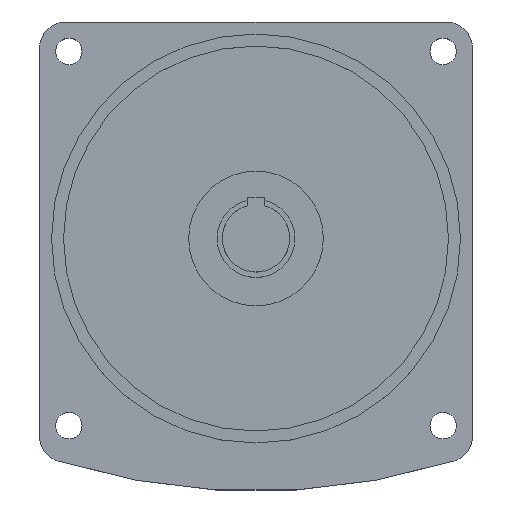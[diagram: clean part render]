
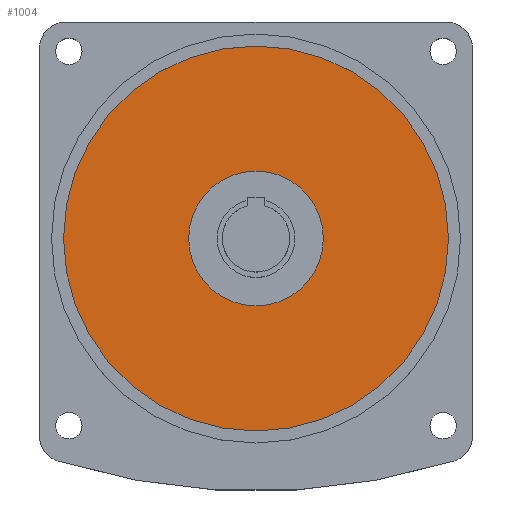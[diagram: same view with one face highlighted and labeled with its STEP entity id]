
A CAD part, top view. The second image highlights one B-rep face of the part: STEP entity #1004.
In plain terms, the highlighted planar face has unit normal (0, 0, 1).
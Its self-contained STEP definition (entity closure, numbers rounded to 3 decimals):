
#52 = CARTESIAN_POINT ( 'NONE',  ( 0., 0., 0. ) ) ;
#215 = ORIENTED_EDGE ( 'NONE', *, *, #2746, .F. ) ;
#226 = VERTEX_POINT ( 'NONE', #4403 ) ;
#319 = DIRECTION ( 'NONE',  ( 0., 0., 1. ) ) ;
#348 = AXIS2_PLACEMENT_3D ( 'NONE', #2529, #2943, #511 ) ;
#511 = DIRECTION ( 'NONE',  ( 1., 0., 0. ) ) ;
#763 = PLANE ( 'NONE',  #2454 ) ;
#822 = DIRECTION ( 'NONE',  ( 1., 0., 0. ) ) ;
#835 = DIRECTION ( 'NONE',  ( 0., 0., -1. ) ) ;
#897 = ORIENTED_EDGE ( 'NONE', *, *, #1572, .F. ) ;
#1004 = ADVANCED_FACE ( 'NONE', ( #3333, #4154 ), #763, .T. ) ;
#1411 = VERTEX_POINT ( 'NONE', #4680 ) ;
#1501 = CARTESIAN_POINT ( 'NONE',  ( 0., 172.5, 0. ) ) ;
#1572 = EDGE_CURVE ( 'NONE', #226, #2476, #4527, .T. ) ;
#1734 = AXIS2_PLACEMENT_3D ( 'NONE', #1747, #3698, #2555 ) ;
#1747 = CARTESIAN_POINT ( 'NONE',  ( 0., 0., 0. ) ) ;
#1784 = AXIS2_PLACEMENT_3D ( 'NONE', #3224, #835, #2137 ) ;
#1849 = ORIENTED_EDGE ( 'NONE', *, *, #5003, .F. ) ;
#2137 = DIRECTION ( 'NONE',  ( 1., 0., 0. ) ) ;
#2454 = AXIS2_PLACEMENT_3D ( 'NONE', #1501, #319, #4794 ) ;
#2465 = CIRCLE ( 'NONE', #1784, 80. ) ;
#2476 = VERTEX_POINT ( 'NONE', #3397 ) ;
#2529 = CARTESIAN_POINT ( 'NONE',  ( 0., 0., 0. ) ) ;
#2555 = DIRECTION ( 'NONE',  ( 1., 0., 0. ) ) ;
#2746 = EDGE_CURVE ( 'NONE', #4311, #1411, #3070, .T. ) ;
#2792 = ORIENTED_EDGE ( 'NONE', *, *, #5094, .F. ) ;
#2893 = AXIS2_PLACEMENT_3D ( 'NONE', #52, #3232, #822 ) ;
#2943 = DIRECTION ( 'NONE',  ( 0., 0., 1. ) ) ;
#3028 = CIRCLE ( 'NONE', #348, 28. ) ;
#3070 = CIRCLE ( 'NONE', #1734, 80. ) ;
#3224 = CARTESIAN_POINT ( 'NONE',  ( 0., 0., 0. ) ) ;
#3232 = DIRECTION ( 'NONE',  ( 0., 0., 1. ) ) ;
#3333 = FACE_OUTER_BOUND ( 'NONE', #4448, .T. ) ;
#3362 = CARTESIAN_POINT ( 'NONE',  ( 80., 0., 0. ) ) ;
#3397 = CARTESIAN_POINT ( 'NONE',  ( -28., 0., 0. ) ) ;
#3698 = DIRECTION ( 'NONE',  ( 0., 0., -1. ) ) ;
#4154 = FACE_BOUND ( 'NONE', #4841, .T. ) ;
#4311 = VERTEX_POINT ( 'NONE', #3362 ) ;
#4403 = CARTESIAN_POINT ( 'NONE',  ( 28., 0., 0. ) ) ;
#4448 = EDGE_LOOP ( 'NONE', ( #1849, #215 ) ) ;
#4527 = CIRCLE ( 'NONE', #2893, 28. ) ;
#4680 = CARTESIAN_POINT ( 'NONE',  ( -80., 0., 0. ) ) ;
#4794 = DIRECTION ( 'NONE',  ( 1., 0., 0. ) ) ;
#4841 = EDGE_LOOP ( 'NONE', ( #2792, #897 ) ) ;
#5003 = EDGE_CURVE ( 'NONE', #1411, #4311, #2465, .T. ) ;
#5094 = EDGE_CURVE ( 'NONE', #2476, #226, #3028, .T. ) ;
